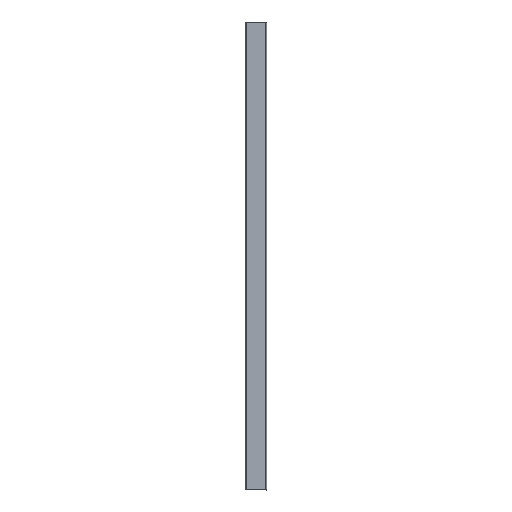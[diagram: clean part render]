
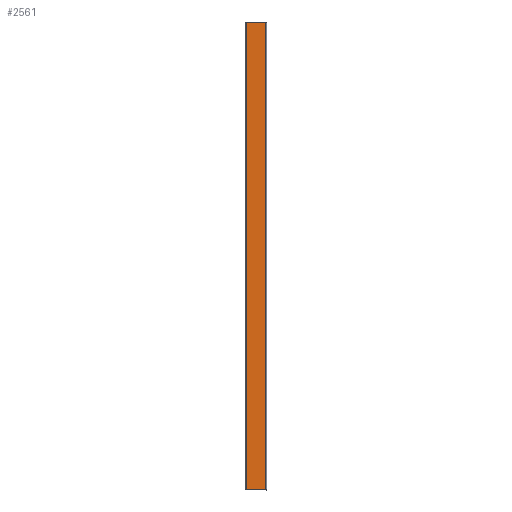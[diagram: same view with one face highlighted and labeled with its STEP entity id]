
A CAD part, left-side view. The second image highlights one B-rep face of the part: STEP entity #2561.
In plain terms, the highlighted face is planar.
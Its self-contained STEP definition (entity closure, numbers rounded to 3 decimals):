
#1380=ORIENTED_EDGE('',*,*,#1868,.T.);
#1381=ORIENTED_EDGE('',*,*,#1833,.F.);
#1382=ORIENTED_EDGE('',*,*,#1867,.F.);
#1383=ORIENTED_EDGE('',*,*,#1818,.T.);
#1528=VECTOR('',#2042,1.);
#1541=VECTOR('',#2063,1.);
#1567=VECTOR('',#2117,1.);
#1568=VECTOR('',#2120,1.);
#1628=LINE('',#2295,#1528);
#1641=LINE('',#2325,#1541);
#1667=LINE('',#2392,#1567);
#1668=LINE('',#2394,#1568);
#1734=VERTEX_POINT('',#2292);
#1735=VERTEX_POINT('',#2294);
#1747=VERTEX_POINT('',#2322);
#1748=VERTEX_POINT('',#2324);
#1818=EDGE_CURVE('',#1735,#1734,#1628,.T.);
#1833=EDGE_CURVE('',#1747,#1748,#1641,.T.);
#1867=EDGE_CURVE('',#1735,#1747,#1667,.T.);
#1868=EDGE_CURVE('',#1734,#1748,#1668,.T.);
#1909=EDGE_LOOP('',(#1380,#1381,#1382,#1383));
#1951=FACE_BOUND('',#1909,.T.);
#2042=DIRECTION('',(0.,-41.,0.));
#2063=DIRECTION('',(0.,-41.,0.));
#2117=DIRECTION('',(-1000.,0.,0.));
#2118=DIRECTION('',(0.,0.,-1.));
#2119=DIRECTION('',(0.,1.,0.));
#2120=DIRECTION('',(-1000.,0.,0.));
#2292=CARTESIAN_POINT('',(1000.,-20.5,-15.));
#2294=CARTESIAN_POINT('',(1000.,20.5,-15.));
#2295=CARTESIAN_POINT('',(1000.,20.5,-15.));
#2322=CARTESIAN_POINT('',(0.,20.5,-15.));
#2324=CARTESIAN_POINT('',(0.,-20.5,-15.));
#2325=CARTESIAN_POINT('',(0.,20.5,-15.));
#2392=CARTESIAN_POINT('',(1000.,20.5,-15.));
#2393=CARTESIAN_POINT('',(1000.,-20.5,-15.));
#2394=CARTESIAN_POINT('',(1000.,-20.5,-15.));
#2485=AXIS2_PLACEMENT_3D('',#2393,#2118,#2119);
#2527=PLANE('',#2485);
#2561=ADVANCED_FACE('',(#1951),#2527,.T.);
